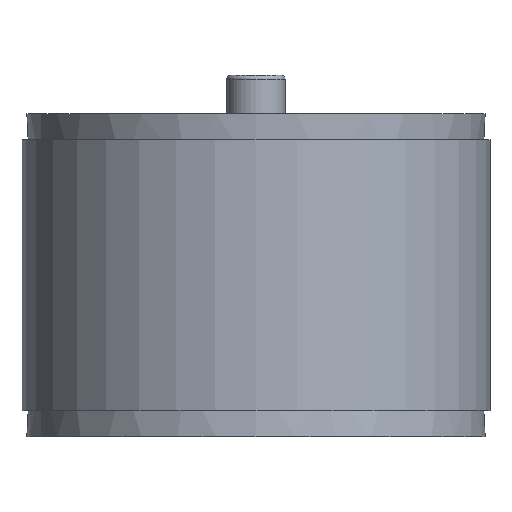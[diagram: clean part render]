
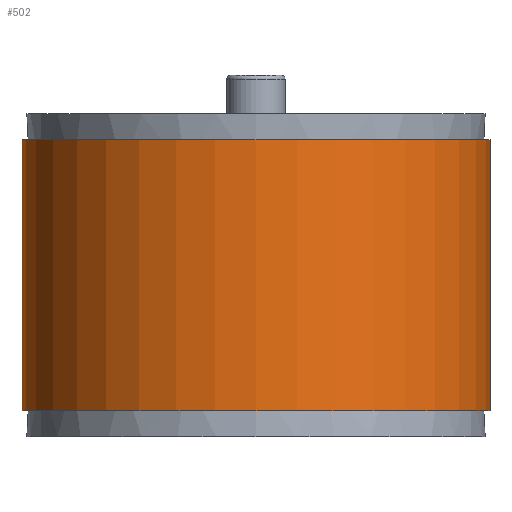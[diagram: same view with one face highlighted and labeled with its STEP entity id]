
A CAD part, front view. The second image highlights one B-rep face of the part: STEP entity #502.
In plain terms, the highlighted cylindrical face has radius 72.5 mm (diameter 145 mm), a full revolution.
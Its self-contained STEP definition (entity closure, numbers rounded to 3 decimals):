
#468=CARTESIAN_POINT('',(-72.5,0.,92.0));
#469=VERTEX_POINT('',#468);
#470=CARTESIAN_POINT('',(0.0,0.0,92.0));
#471=DIRECTION('',(0.0,0.0,-1.0));
#472=DIRECTION('',(1.0,0.0,0.0));
#473=AXIS2_PLACEMENT_3D('',#470,#471,#472);
#474=CIRCLE('',#473,72.5);
#475=EDGE_CURVE('',#469,#469,#474,.T.);
#483=CARTESIAN_POINT('',(0.0,0.0,50.0));
#484=DIRECTION('',(0.0,0.0,-1.0));
#485=DIRECTION('',(1.0,0.0,0.0));
#486=AXIS2_PLACEMENT_3D('',#483,#484,#485);
#487=CYLINDRICAL_SURFACE('',#486,72.5);
#488=ORIENTED_EDGE('',*,*,#475,.T.);
#489=EDGE_LOOP('',(#488));
#490=FACE_OUTER_BOUND('',#489,.T.);
#491=CARTESIAN_POINT('',(-72.5,0.,8.));
#492=VERTEX_POINT('',#491);
#493=CARTESIAN_POINT('',(0.0,0.0,8.));
#494=DIRECTION('',(0.0,0.0,1.0));
#495=DIRECTION('',(1.0,0.0,0.0));
#496=AXIS2_PLACEMENT_3D('',#493,#494,#495);
#497=CIRCLE('',#496,72.5);
#498=EDGE_CURVE('',#492,#492,#497,.T.);
#499=ORIENTED_EDGE('',*,*,#498,.T.);
#500=EDGE_LOOP('',(#499));
#501=FACE_BOUND('',#500,.T.);
#502=ADVANCED_FACE('',(#490,#501),#487,.T.);
